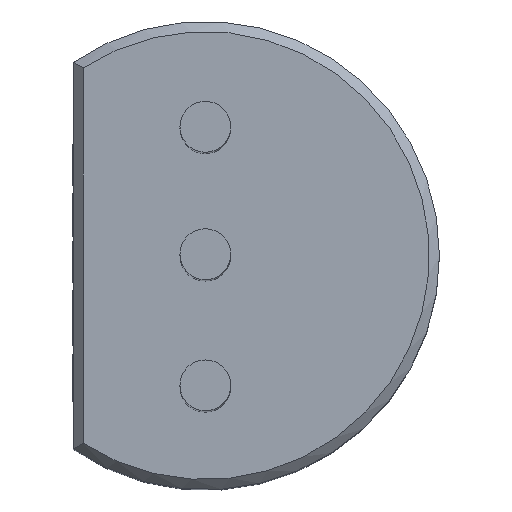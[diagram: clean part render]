
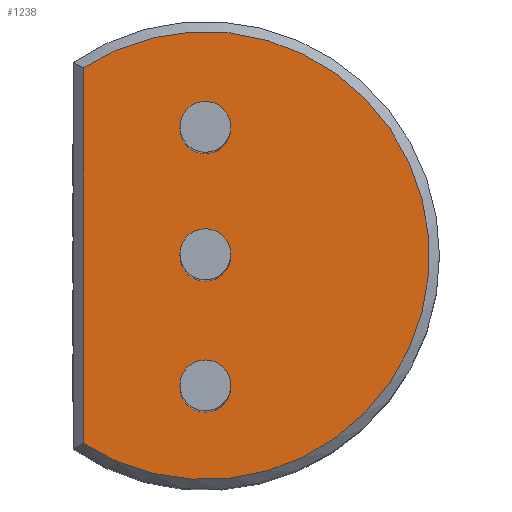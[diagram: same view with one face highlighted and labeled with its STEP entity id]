
A CAD part, top view. The second image highlights one B-rep face of the part: STEP entity #1238.
In plain terms, the highlighted planar face has unit normal (0, 0, 1).
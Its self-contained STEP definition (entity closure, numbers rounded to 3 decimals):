
#5 = VERTEX_POINT ( 'NONE', #1860 ) ;
#75 = EDGE_LOOP ( 'NONE', ( #1678, #414 ) ) ;
#91 = FACE_BOUND ( 'NONE', #75, .T. ) ;
#164 = CIRCLE ( 'NONE', #2461, 2.2 ) ;
#230 = CARTESIAN_POINT ( 'NONE',  ( -1.2, 1.844, 4.6 ) ) ;
#259 = DIRECTION ( 'NONE',  ( 0., 0., -1. ) ) ;
#266 = EDGE_CURVE ( 'NONE', #5, #2275, #339, .T. ) ;
#339 = LINE ( 'NONE', #1691, #2330 ) ;
#414 = ORIENTED_EDGE ( 'NONE', *, *, #1761, .T. ) ;
#425 = PLANE ( 'NONE',  #3539 ) ;
#523 = CARTESIAN_POINT ( 'NONE',  ( 0.25, 1.252, 4.6 ) ) ;
#563 = VERTEX_POINT ( 'NONE', #523 ) ;
#602 = VERTEX_POINT ( 'NONE', #2480 ) ;
#603 = AXIS2_PLACEMENT_3D ( 'NONE', #1158, #3145, #3463 ) ;
#668 = EDGE_CURVE ( 'NONE', #992, #563, #2123, .T. ) ;
#671 = CARTESIAN_POINT ( 'NONE',  ( 0., 0., 4.6 ) ) ;
#672 = DIRECTION ( 'NONE',  ( 1., 0., 0. ) ) ;
#735 = VERTEX_POINT ( 'NONE', #3865 ) ;
#784 = AXIS2_PLACEMENT_3D ( 'NONE', #3140, #1176, #2503 ) ;
#911 = DIRECTION ( 'NONE',  ( 0., 0., -1. ) ) ;
#917 = CARTESIAN_POINT ( 'NONE',  ( -0.25, 0., 4.6 ) ) ;
#992 = VERTEX_POINT ( 'NONE', #2382 ) ;
#1109 = CIRCLE ( 'NONE', #1172, 0.25 ) ;
#1158 = CARTESIAN_POINT ( 'NONE',  ( 0., 1.252, 4.6 ) ) ;
#1172 = AXIS2_PLACEMENT_3D ( 'NONE', #1640, #259, #2285 ) ;
#1176 = DIRECTION ( 'NONE',  ( 0., 0., -1. ) ) ;
#1238 = ADVANCED_FACE ( 'NONE', ( #91, #1451, #3101, #2677 ), #425, .T. ) ;
#1289 = EDGE_CURVE ( 'NONE', #563, #992, #3184, .T. ) ;
#1296 = ORIENTED_EDGE ( 'NONE', *, *, #668, .T. ) ;
#1381 = DIRECTION ( 'NONE',  ( 0., 0., -1. ) ) ;
#1451 = FACE_BOUND ( 'NONE', #3198, .T. ) ;
#1474 = CARTESIAN_POINT ( 'NONE',  ( -0.25, -1.288, 4.6 ) ) ;
#1583 = EDGE_CURVE ( 'NONE', #3799, #602, #2864, .T. ) ;
#1586 = DIRECTION ( 'NONE',  ( 1., 0., 0. ) ) ;
#1623 = CIRCLE ( 'NONE', #2247, 0.25 ) ;
#1628 = ORIENTED_EDGE ( 'NONE', *, *, #1289, .T. ) ;
#1640 = CARTESIAN_POINT ( 'NONE',  ( 0., -1.288, 4.6 ) ) ;
#1672 = DIRECTION ( 'NONE',  ( 0., 0., -1. ) ) ;
#1678 = ORIENTED_EDGE ( 'NONE', *, *, #4336, .T. ) ;
#1691 = CARTESIAN_POINT ( 'NONE',  ( -1.2, -0.949, 4.6 ) ) ;
#1744 = CARTESIAN_POINT ( 'NONE',  ( 0.123, 0., 4.6 ) ) ;
#1761 = EDGE_CURVE ( 'NONE', #3477, #735, #1623, .T. ) ;
#1860 = CARTESIAN_POINT ( 'NONE',  ( -1.2, -1.844, 4.6 ) ) ;
#1976 = CARTESIAN_POINT ( 'NONE',  ( 0., 0., 4.6 ) ) ;
#2040 = EDGE_LOOP ( 'NONE', ( #2346, #2881 ) ) ;
#2123 = CIRCLE ( 'NONE', #3103, 0.25 ) ;
#2155 = EDGE_CURVE ( 'NONE', #2275, #5, #164, .T. ) ;
#2235 = CARTESIAN_POINT ( 'NONE',  ( 0., 1.252, 4.6 ) ) ;
#2247 = AXIS2_PLACEMENT_3D ( 'NONE', #1976, #1672, #672 ) ;
#2275 = VERTEX_POINT ( 'NONE', #230 ) ;
#2280 = DIRECTION ( 'NONE',  ( -1., 0., 0. ) ) ;
#2285 = DIRECTION ( 'NONE',  ( 1., 0., 0. ) ) ;
#2330 = VECTOR ( 'NONE', #2662, 1000. ) ;
#2338 = ORIENTED_EDGE ( 'NONE', *, *, #266, .F. ) ;
#2346 = ORIENTED_EDGE ( 'NONE', *, *, #4259, .T. ) ;
#2382 = CARTESIAN_POINT ( 'NONE',  ( -0.25, 1.252, 4.6 ) ) ;
#2461 = AXIS2_PLACEMENT_3D ( 'NONE', #671, #3343, #2280 ) ;
#2480 = CARTESIAN_POINT ( 'NONE',  ( 0.25, -1.288, 4.6 ) ) ;
#2489 = AXIS2_PLACEMENT_3D ( 'NONE', #3798, #1381, #3094 ) ;
#2503 = DIRECTION ( 'NONE',  ( 1., 0., 0. ) ) ;
#2637 = ORIENTED_EDGE ( 'NONE', *, *, #2155, .F. ) ;
#2662 = DIRECTION ( 'NONE',  ( 0., 1., 0. ) ) ;
#2677 = FACE_OUTER_BOUND ( 'NONE', #3997, .T. ) ;
#2722 = DIRECTION ( 'NONE',  ( 1., 0., 0. ) ) ;
#2864 = CIRCLE ( 'NONE', #784, 0.25 ) ;
#2881 = ORIENTED_EDGE ( 'NONE', *, *, #1583, .T. ) ;
#3094 = DIRECTION ( 'NONE',  ( 1., 0., 0. ) ) ;
#3101 = FACE_BOUND ( 'NONE', #2040, .T. ) ;
#3103 = AXIS2_PLACEMENT_3D ( 'NONE', #2235, #911, #1586 ) ;
#3140 = CARTESIAN_POINT ( 'NONE',  ( 0., -1.288, 4.6 ) ) ;
#3145 = DIRECTION ( 'NONE',  ( 0., 0., -1. ) ) ;
#3184 = CIRCLE ( 'NONE', #603, 0.25 ) ;
#3198 = EDGE_LOOP ( 'NONE', ( #1628, #1296 ) ) ;
#3343 = DIRECTION ( 'NONE',  ( 0., 0., -1. ) ) ;
#3373 = DIRECTION ( 'NONE',  ( 0., 0., 1. ) ) ;
#3463 = DIRECTION ( 'NONE',  ( 1., 0., 0. ) ) ;
#3477 = VERTEX_POINT ( 'NONE', #917 ) ;
#3539 = AXIS2_PLACEMENT_3D ( 'NONE', #1744, #3373, #2722 ) ;
#3798 = CARTESIAN_POINT ( 'NONE',  ( 0., 0., 4.6 ) ) ;
#3799 = VERTEX_POINT ( 'NONE', #1474 ) ;
#3865 = CARTESIAN_POINT ( 'NONE',  ( 0.25, 0., 4.6 ) ) ;
#3976 = CIRCLE ( 'NONE', #2489, 0.25 ) ;
#3997 = EDGE_LOOP ( 'NONE', ( #2338, #2637 ) ) ;
#4259 = EDGE_CURVE ( 'NONE', #602, #3799, #1109, .T. ) ;
#4336 = EDGE_CURVE ( 'NONE', #735, #3477, #3976, .T. ) ;
